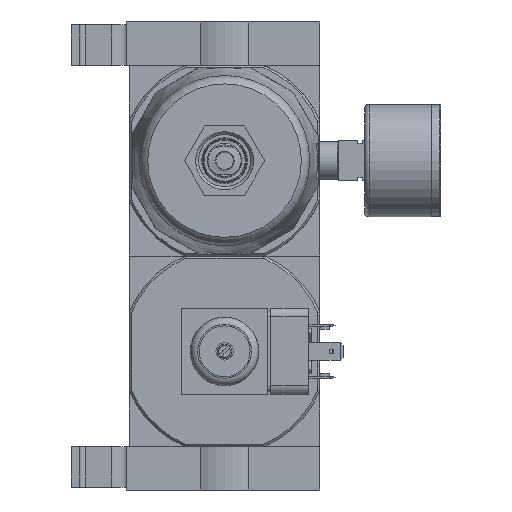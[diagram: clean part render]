
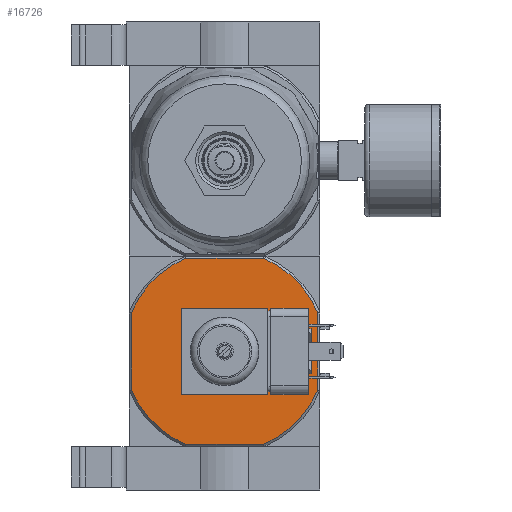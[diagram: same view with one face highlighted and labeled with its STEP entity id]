
A CAD part, front view. The second image highlights one B-rep face of the part: STEP entity #16726.
In plain terms, the highlighted planar face has unit normal (0, -1, 0).
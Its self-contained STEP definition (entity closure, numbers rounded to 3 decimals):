
#1400=CIRCLE('',#23250,6.579);
#1401=CIRCLE('',#23251,34.9);
#1402=CIRCLE('',#23252,34.9);
#1403=CIRCLE('',#23253,34.9);
#1404=CIRCLE('',#23254,34.9);
#4412=ORIENTED_EDGE('',*,*,#7696,.F.);
#4413=ORIENTED_EDGE('',*,*,#7697,.T.);
#4414=ORIENTED_EDGE('',*,*,#7698,.F.);
#4415=ORIENTED_EDGE('',*,*,#7692,.T.);
#4416=ORIENTED_EDGE('',*,*,#7699,.F.);
#4417=ORIENTED_EDGE('',*,*,#7700,.F.);
#4418=ORIENTED_EDGE('',*,*,#7701,.F.);
#4419=ORIENTED_EDGE('',*,*,#7702,.F.);
#4420=ORIENTED_EDGE('',*,*,#7703,.F.);
#7692=EDGE_CURVE('',#9608,#9609,#10887,.T.);
#7696=EDGE_CURVE('',#9612,#9612,#1400,.T.);
#7697=EDGE_CURVE('',#9613,#9614,#10889,.T.);
#7698=EDGE_CURVE('',#9608,#9614,#1401,.T.);
#7699=EDGE_CURVE('',#9615,#9609,#1402,.T.);
#7700=EDGE_CURVE('',#9616,#9615,#10890,.T.);
#7701=EDGE_CURVE('',#9617,#9616,#1403,.T.);
#7702=EDGE_CURVE('',#9618,#9617,#10891,.T.);
#7703=EDGE_CURVE('',#9613,#9618,#1404,.T.);
#9608=VERTEX_POINT('',#32744);
#9609=VERTEX_POINT('',#32745);
#9612=VERTEX_POINT('',#32759);
#9613=VERTEX_POINT('',#32761);
#9614=VERTEX_POINT('',#32762);
#9615=VERTEX_POINT('',#32765);
#9616=VERTEX_POINT('',#32767);
#9617=VERTEX_POINT('',#32769);
#9618=VERTEX_POINT('',#32771);
#10887=LINE('',#32743,#12148);
#10889=LINE('',#32760,#12150);
#10890=LINE('',#32766,#12151);
#10891=LINE('',#32770,#12152);
#12148=VECTOR('',#26967,1000.);
#12150=VECTOR('',#26973,1000.);
#12151=VECTOR('',#26978,1000.);
#12152=VECTOR('',#26981,1000.);
#13569=EDGE_LOOP('',(#4412));
#13570=EDGE_LOOP('',(#4413,#4414,#4415,#4416,#4417,#4418,#4419,#4420));
#14969=FACE_BOUND('',#13569,.T.);
#14970=FACE_BOUND('',#13570,.T.);
#15856=PLANE('',#23249);
#16726=ADVANCED_FACE('',(#14969,#14970),#15856,.F.);
#23249=AXIS2_PLACEMENT_3D('',#32757,#26969,#26970);
#23250=AXIS2_PLACEMENT_3D('',#32758,#26971,#26972);
#23251=AXIS2_PLACEMENT_3D('',#32763,#26974,#26975);
#23252=AXIS2_PLACEMENT_3D('',#32764,#26976,#26977);
#23253=AXIS2_PLACEMENT_3D('',#32768,#26979,#26980);
#23254=AXIS2_PLACEMENT_3D('',#32772,#26982,#26983);
#26967=DIRECTION('',(0.,0.,-1.));
#26969=DIRECTION('',(0.,1.,0.));
#26970=DIRECTION('',(0.,0.,1.));
#26971=DIRECTION('',(0.,-1.,0.));
#26972=DIRECTION('',(0.,0.,-1.));
#26973=DIRECTION('',(-1.,0.,0.));
#26974=DIRECTION('',(0.,1.,0.));
#26975=DIRECTION('',(-1.,0.,0.));
#26976=DIRECTION('',(0.,1.,0.));
#26977=DIRECTION('',(-1.,0.,0.));
#26978=DIRECTION('',(-1.,0.,0.));
#26979=DIRECTION('',(0.,1.,0.));
#26980=DIRECTION('',(-1.,0.,0.));
#26981=DIRECTION('',(0.,0.,-1.));
#26982=DIRECTION('',(0.,1.,0.));
#26983=DIRECTION('',(-1.,0.,0.));
#32743=CARTESIAN_POINT('',(-32.2,-33.,33.));
#32744=CARTESIAN_POINT('',(-32.2,-33.,13.46));
#32745=CARTESIAN_POINT('',(-32.2,-33.,-13.46));
#32757=CARTESIAN_POINT('',(-32.2,-33.,33.));
#32758=CARTESIAN_POINT('',(0.,-33.,0.));
#32759=CARTESIAN_POINT('',(0.,-33.,-6.579));
#32760=CARTESIAN_POINT('',(33.,-33.,32.2));
#32761=CARTESIAN_POINT('',(13.46,-33.,32.2));
#32762=CARTESIAN_POINT('',(-13.46,-33.,32.2));
#32763=CARTESIAN_POINT('',(0.,-33.,0.));
#32764=CARTESIAN_POINT('',(0.,-33.,0.));
#32765=CARTESIAN_POINT('',(-13.46,-33.,-32.2));
#32766=CARTESIAN_POINT('',(33.,-33.,-32.2));
#32767=CARTESIAN_POINT('',(13.46,-33.,-32.2));
#32768=CARTESIAN_POINT('',(0.,-33.,0.));
#32769=CARTESIAN_POINT('',(32.2,-33.,-13.46));
#32770=CARTESIAN_POINT('',(32.2,-33.,33.));
#32771=CARTESIAN_POINT('',(32.2,-33.,13.46));
#32772=CARTESIAN_POINT('',(0.,-33.,0.));
